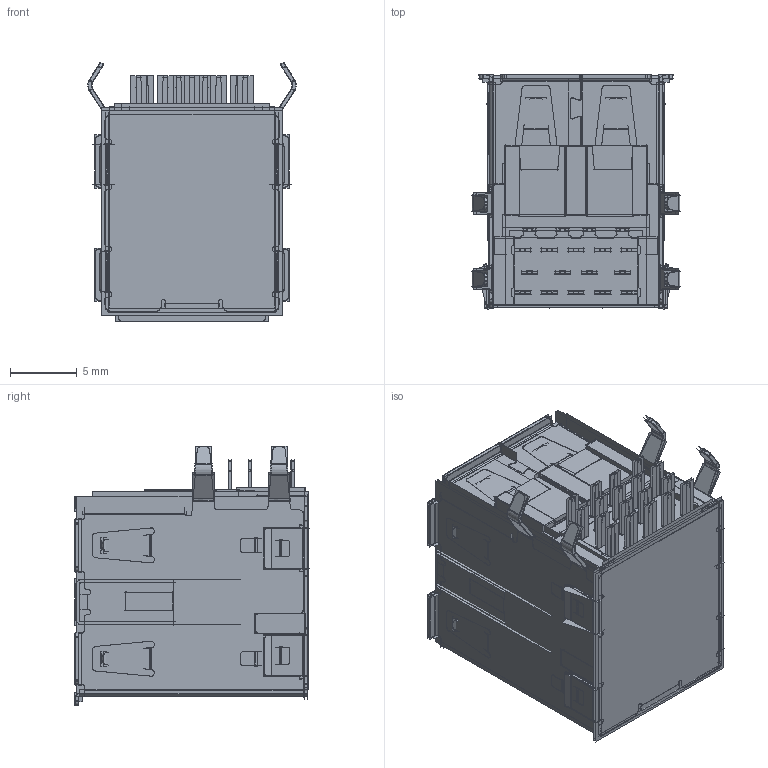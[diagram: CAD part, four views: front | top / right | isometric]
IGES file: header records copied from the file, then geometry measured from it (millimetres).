
Start section:  PTC IGES file: ubb1h-18bh05anb-h_asm.igs
Global section: file name: ubb1h-18bh05anb-h_asm.igs; native system: Creo Parametric by PTC Inc.; preprocessor: 2014190; author: Administrator; organization: Unknown; date: 20250207.175236; units: millimetre
Bounding box: 15.66 x 17.63 x 19.49 mm (x, y, z)
Volume: 2032.9 mm3; surface area: 25936.2 mm2
Topology: 3 solids, 3 shells, 6188 faces, 32020 edges, 39563 vertices
Faces by surface type: bspline 4492, revolution 1696
